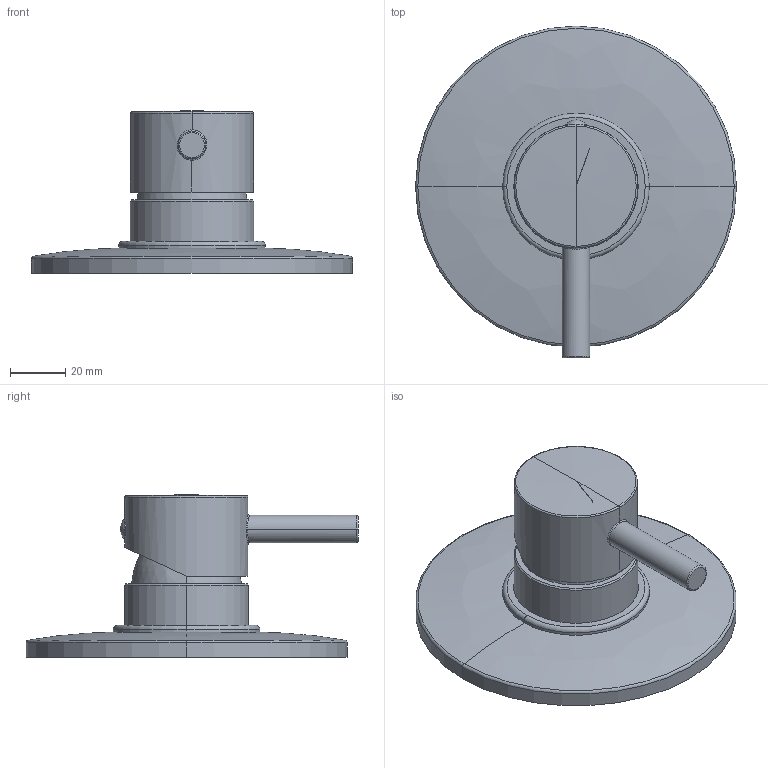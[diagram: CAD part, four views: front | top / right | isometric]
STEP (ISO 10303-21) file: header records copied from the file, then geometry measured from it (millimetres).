
FILE_DESCRIPTION((''),'2;1');
FILE_NAME('LIG010CR','2021-01-14T14:21:43',('ut3'),('PAFFONI SpA'),'CREO PARAMETRIC BY PTC INC, 2020044','CREO PARAMETRIC BY PTC INC, 2020044','');
FILE_SCHEMA(('CONFIG_CONTROL_DESIGN','SHAPE_APPEARANCE_LAYERS_GROUPS'));
Length unit declared in the file: millimetre
Products named in the file (1): LIG010CR
Bounding box: 116 x 119.95 x 58.69 mm (x, y, z)
Volume: 84288.3 mm3; surface area: 61370.5 mm2
Topology: 1 solids, 2 shells, 177 faces, 401 edges, 229 vertices
Faces by surface type: cylinder 51, plane 35, torus 28, bspline 28, sphere 18, cone 17
Entity records: 8429 total; most frequent: CARTESIAN_POINT 3347, DIRECTION 807, ORIENTED_EDGE 794, EDGE_CURVE 397, AXIS2_PLACEMENT_3D 350, VERTEX_POINT 229, CIRCLE 200, EDGE_LOOP 184
